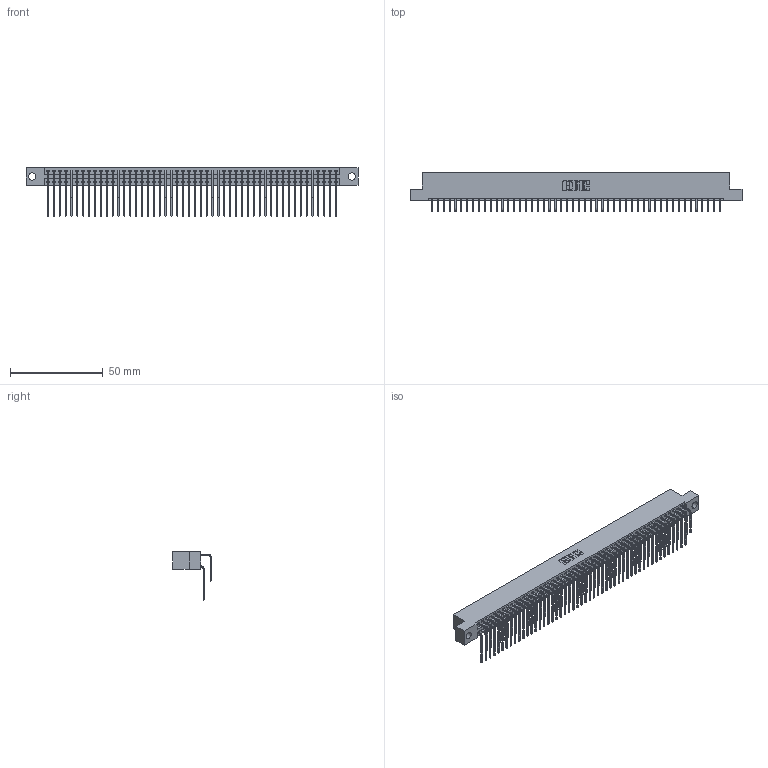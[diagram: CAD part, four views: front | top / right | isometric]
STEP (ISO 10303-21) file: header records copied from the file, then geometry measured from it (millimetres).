
FILE_DESCRIPTION (( 'STEP AP203' ), '1' );
FILE_NAME ('396-100-559-204.STEP', '2019-11-03T16:09:02', ( '' ), ( '' ), 'SwSTEP 2.0', 'SolidWorks 2016', '' );
FILE_SCHEMA (( 'CONFIG_CONTROL_DESIGN' ));
Length unit declared in the file: inch
Products named in the file (4): 346 Part_Flush Mounting Lugs - 0.156 Dia-TH; 396-100-559-204; 345-292-001_559 Tail - 2; 345-292-001_558 559 Tail - 1
Assembly tree (101 placements, depth 2):
  396-100-559-204
    346 Part_Flush Mounting Lugs - 0.156 Dia-TH
    345-292-001_558 559 Tail - 1  x50
    345-292-001_559 Tail - 2  x50
Bounding box: 179.32 x 20.89 x 26.16 mm (x, y, z)
Volume: 18037.5 mm3; surface area: 27500.3 mm2
Topology: 101 solids, 101 shells, 5522 faces, 16429 edges, 10818 vertices
Faces by surface type: plane 3776, cylinder 1746
Entity records: 33341 total; most frequent: CARTESIAN_POINT 5535, ORIENTED_EDGE 5418, DIRECTION 4901, EDGE_CURVE 2709, VECTOR 2337, LINE 2337, VERTEX_POINT 1802, AXIS2_PLACEMENT_3D 1282
